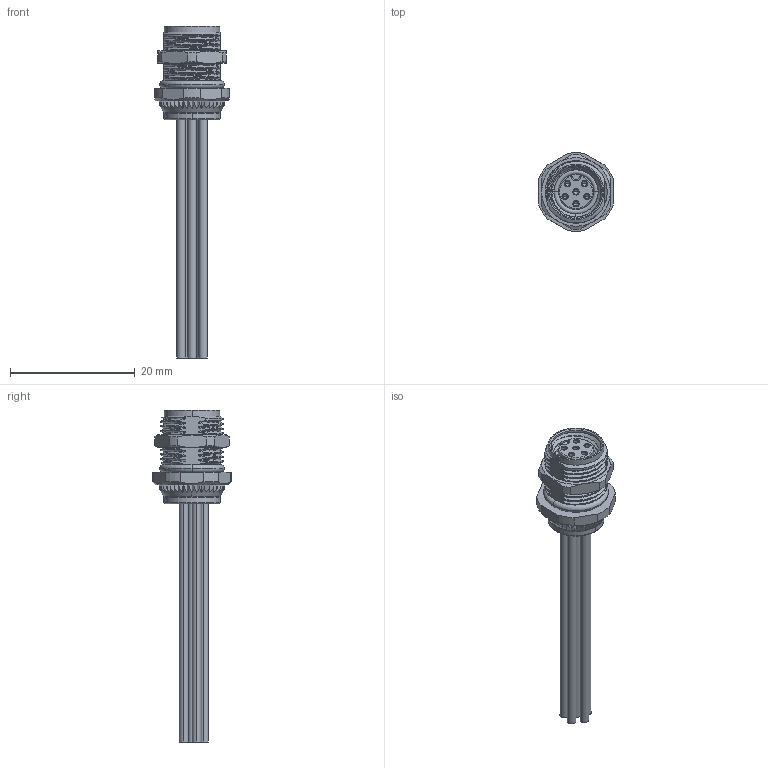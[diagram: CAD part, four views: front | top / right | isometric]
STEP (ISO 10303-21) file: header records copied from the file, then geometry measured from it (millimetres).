
FILE_DESCRIPTION((''),'2;1');
FILE_NAME('6P-K166666_6_66','2025-09-14T',('gongcheng16'),(''),'PRO/ENGINEER BY PARAMETRIC TECHNOLOGY CORPORATION, 2010280','PRO/ENGINEER BY PARAMETRIC TECHNOLOGY CORPORATION, 2010280','');
FILE_SCHEMA(('CONFIG_CONTROL_DESIGN'));
Length unit declared in the file: millimetre
Products named in the file (1): 6P-K166666_6_66
Bounding box: 12 x 12.6 x 53.2 mm (x, y, z)
Volume: 236.8 mm3; surface area: 3821.2 mm2
Topology: 1 solids, 18 shells, 764 faces, 1928 edges, 1224 vertices
Faces by surface type: cylinder 277, plane 252, cone 125, bspline 80, torus 30
Entity records: 36589 total; most frequent: CARTESIAN_POINT 18691, ORIENTED_EDGE 3808, DIRECTION 3583, EDGE_CURVE 1904, AXIS2_PLACEMENT_3D 1390, VERTEX_POINT 1224, EDGE_LOOP 844, VECTOR 803
